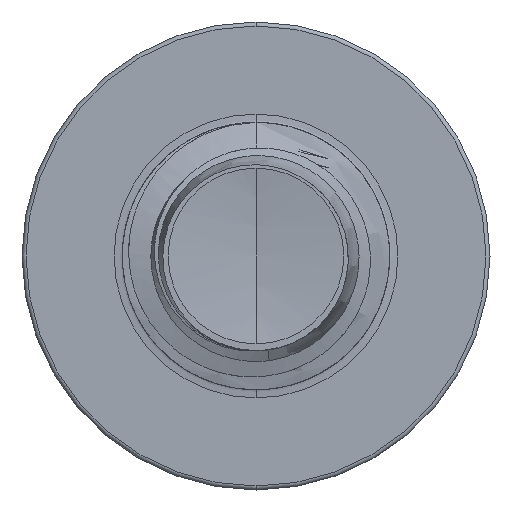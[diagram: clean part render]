
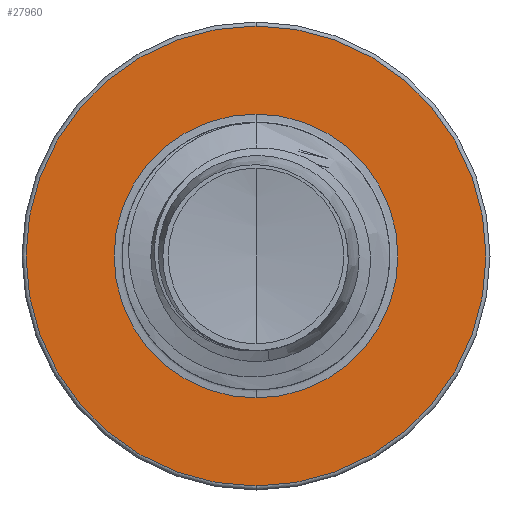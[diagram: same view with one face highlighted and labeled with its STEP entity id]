
A CAD part, front view. The second image highlights one B-rep face of the part: STEP entity #27960.
In plain terms, the highlighted planar face has unit normal (0, -1, 0).
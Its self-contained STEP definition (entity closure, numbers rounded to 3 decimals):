
#298 = DIRECTION ( 'NONE',  ( 0., 1., 0. ) ) ;
#445 = DIRECTION ( 'NONE',  ( 0., 0., 1. ) ) ;
#534 = ORIENTED_EDGE ( 'NONE', *, *, #20411, .F. ) ;
#1449 = AXIS2_PLACEMENT_3D ( 'NONE', #31997, #4856, #24826 ) ;
#4198 = CIRCLE ( 'NONE', #26677, 5.16 ) ;
#4856 = DIRECTION ( 'NONE',  ( 0., 1., 0. ) ) ;
#7899 = AXIS2_PLACEMENT_3D ( 'NONE', #19028, #298, #21488 ) ;
#10068 = CARTESIAN_POINT ( 'NONE',  ( 0., 22.5, 0. ) ) ;
#11322 = VERTEX_POINT ( 'NONE', #26610 ) ;
#11797 = CARTESIAN_POINT ( 'NONE',  ( 0., 22.5, 0. ) ) ;
#12139 = AXIS2_PLACEMENT_3D ( 'NONE', #33990, #19133, #445 ) ;
#13161 = DIRECTION ( 'NONE',  ( 0., 0., 1. ) ) ;
#14862 = DIRECTION ( 'NONE',  ( 0., 0., 1. ) ) ;
#19028 = CARTESIAN_POINT ( 'NONE',  ( 0., 22.5, 0. ) ) ;
#19090 = ORIENTED_EDGE ( 'NONE', *, *, #34275, .T. ) ;
#19133 = DIRECTION ( 'NONE',  ( 0., 1., 0. ) ) ;
#20411 = EDGE_CURVE ( 'NONE', #11322, #23973, #28080, .T. ) ;
#21363 = VERTEX_POINT ( 'NONE', #32131 ) ;
#21488 = DIRECTION ( 'NONE',  ( 0., 0., 1. ) ) ;
#22680 = EDGE_LOOP ( 'NONE', ( #534, #24870 ) ) ;
#23598 = EDGE_CURVE ( 'NONE', #23973, #11322, #4198, .T. ) ;
#23973 = VERTEX_POINT ( 'NONE', #26430 ) ;
#24826 = DIRECTION ( 'NONE',  ( 0., 0., 1. ) ) ;
#24870 = ORIENTED_EDGE ( 'NONE', *, *, #23598, .F. ) ;
#24993 = EDGE_LOOP ( 'NONE', ( #19090, #33811 ) ) ;
#25868 = CIRCLE ( 'NONE', #7899, 3.186 ) ;
#26254 = AXIS2_PLACEMENT_3D ( 'NONE', #11797, #30009, #14862 ) ;
#26430 = CARTESIAN_POINT ( 'NONE',  ( 0., 22.5, -5.16 ) ) ;
#26610 = CARTESIAN_POINT ( 'NONE',  ( 0., 22.5, 5.16 ) ) ;
#26677 = AXIS2_PLACEMENT_3D ( 'NONE', #10068, #28653, #13161 ) ;
#27960 = ADVANCED_FACE ( 'NONE', ( #28942, #29689 ), #29125, .F. ) ;
#28080 = CIRCLE ( 'NONE', #26254, 5.16 ) ;
#28653 = DIRECTION ( 'NONE',  ( 0., 1., 0. ) ) ;
#28927 = CARTESIAN_POINT ( 'NONE',  ( 0., 22.5, -3.186 ) ) ;
#28942 = FACE_OUTER_BOUND ( 'NONE', #22680, .T. ) ;
#29125 = PLANE ( 'NONE',  #1449 ) ;
#29689 = FACE_BOUND ( 'NONE', #24993, .T. ) ;
#30009 = DIRECTION ( 'NONE',  ( 0., 1., 0. ) ) ;
#31537 = CIRCLE ( 'NONE', #12139, 3.186 ) ;
#31997 = CARTESIAN_POINT ( 'NONE',  ( 0., 22.5, -3.186 ) ) ;
#32131 = CARTESIAN_POINT ( 'NONE',  ( 0., 22.5, 3.186 ) ) ;
#33811 = ORIENTED_EDGE ( 'NONE', *, *, #34393, .T. ) ;
#33990 = CARTESIAN_POINT ( 'NONE',  ( 0., 22.5, 0. ) ) ;
#34275 = EDGE_CURVE ( 'NONE', #21363, #34940, #25868, .T. ) ;
#34393 = EDGE_CURVE ( 'NONE', #34940, #21363, #31537, .T. ) ;
#34940 = VERTEX_POINT ( 'NONE', #28927 ) ;
